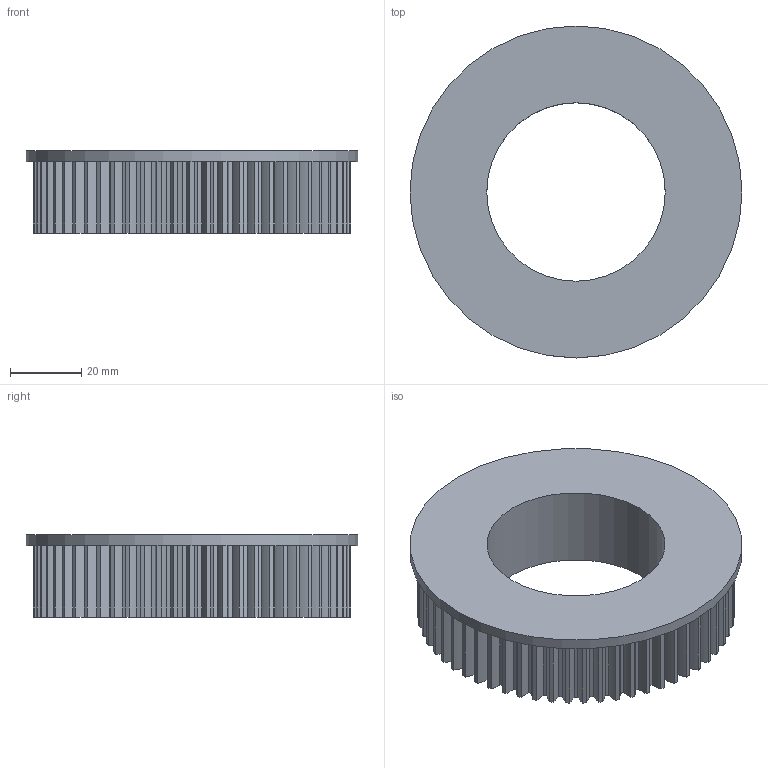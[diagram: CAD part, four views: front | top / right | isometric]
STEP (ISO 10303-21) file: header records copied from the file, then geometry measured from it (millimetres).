
FILE_DESCRIPTION(/* description */ (''),/* implementation_level */ '2;1');
FILE_NAME(/* name */ 'Spur Gear22 roll.stp',/* time_stamp */ '2018-03-07T14:01:36-08:00',/* author */ ('vtpublic'),/* organization */ (''),/* preprocessor_version */ 'ST-DEVELOPER v16.13',/* originating_system */ 'Autodesk Inventor 2018',/* authorisation */ '');
FILE_SCHEMA (('AUTOMOTIVE_DESIGN { 1 0 10303 214 3 1 1 }'));
Length unit declared in the file: millimetre
Products named in the file (1): Spur Gear2
Bounding box: 93 x 93 x 23 mm (x, y, z)
Volume: 92176.7 mm3; surface area: 24220.6 mm2
Topology: 1 solids, 1 shells, 245 faces, 726 edges, 484 vertices
Faces by surface type: cylinder 242, plane 3
Full cylindrical faces by diameter (mm): 50 x1, 93 x1
Entity records: 8537 total; most frequent: DIRECTION 1700, CARTESIAN_POINT 1454, ORIENTED_EDGE 1448, AXIS2_PLACEMENT_3D 730, EDGE_CURVE 724, CIRCLE 484, VERTEX_POINT 484, EDGE_LOOP 250
